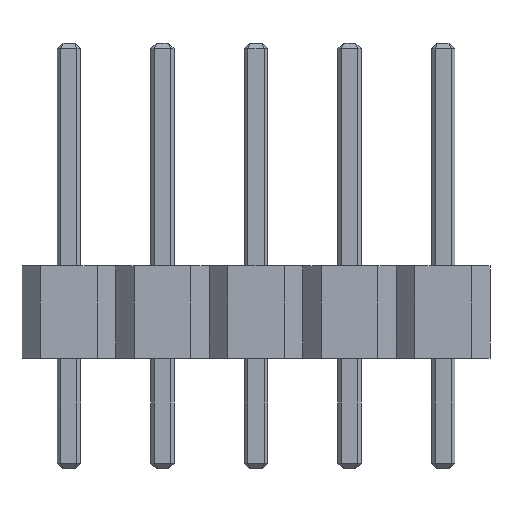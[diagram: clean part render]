
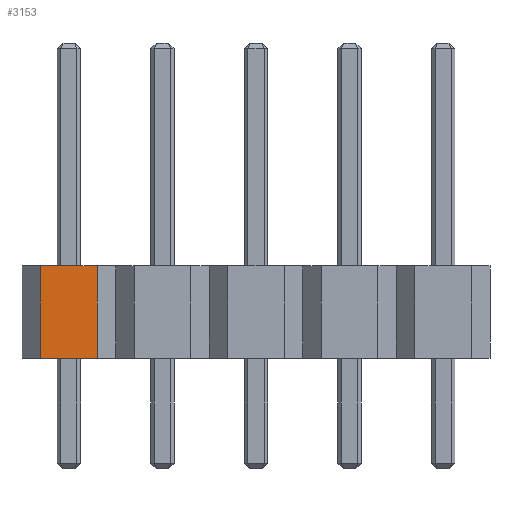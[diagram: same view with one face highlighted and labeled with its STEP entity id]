
A CAD part, front view. The second image highlights one B-rep face of the part: STEP entity #3153.
In plain terms, the highlighted planar face has unit normal (0, -1, 0).
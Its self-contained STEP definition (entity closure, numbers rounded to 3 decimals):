
#920 = PLANE('',#921);
#921 = AXIS2_PLACEMENT_3D('',#922,#923,#924);
#922 = CARTESIAN_POINT('',(-5.08,0.,0.));
#923 = DIRECTION('',(-0.,-0.,-1.));
#924 = DIRECTION('',(-1.,0.,0.));
#973 = PLANE('',#974);
#974 = AXIS2_PLACEMENT_3D('',#975,#976,#977);
#975 = CARTESIAN_POINT('',(-6.1,-1.,0.));
#976 = DIRECTION('',(-0.707,-0.707,0.));
#977 = DIRECTION('',(0.,0.,1.));
#1028 = PLANE('',#1029);
#1029 = AXIS2_PLACEMENT_3D('',#1030,#1031,#1032);
#1030 = CARTESIAN_POINT('',(-5.08,0.,2.5));
#1031 = DIRECTION('',(-0.,-0.,-1.));
#1032 = DIRECTION('',(-1.,0.,0.));
#1726 = VERTEX_POINT('',#1727);
#1727 = CARTESIAN_POINT('',(-5.85,-1.25,0.));
#1750 = VERTEX_POINT('',#1751);
#1751 = CARTESIAN_POINT('',(-4.31,-1.25,0.));
#1765 = PLANE('',#1766);
#1766 = AXIS2_PLACEMENT_3D('',#1767,#1768,#1769);
#1767 = CARTESIAN_POINT('',(-4.06,-1.,0.));
#1768 = DIRECTION('',(0.707,-0.707,0.));
#1769 = DIRECTION('',(0.,0.,1.));
#1777 = EDGE_CURVE('',#1750,#1726,#1778,.T.);
#1778 = SURFACE_CURVE('',#1779,(#1783,#1790),.PCURVE_S1.);
#1779 = LINE('',#1780,#1781);
#1780 = CARTESIAN_POINT('',(-3.81,-1.25,0.));
#1781 = VECTOR('',#1782,1.);
#1782 = DIRECTION('',(-1.,0.,0.));
#1783 = PCURVE('',#920,#1784);
#1784 = DEFINITIONAL_REPRESENTATION('',(#1785),#1789);
#1785 = LINE('',#1786,#1787);
#1786 = CARTESIAN_POINT('',(-1.27,-1.25));
#1787 = VECTOR('',#1788,1.);
#1788 = DIRECTION('',(1.,0.));
#1789 = ( GEOMETRIC_REPRESENTATION_CONTEXT(2) 
PARAMETRIC_REPRESENTATION_CONTEXT() REPRESENTATION_CONTEXT('2D SPACE',''
  ) );
#1790 = PCURVE('',#1791,#1796);
#1791 = PLANE('',#1792);
#1792 = AXIS2_PLACEMENT_3D('',#1793,#1794,#1795);
#1793 = CARTESIAN_POINT('',(-3.81,-1.25,0.));
#1794 = DIRECTION('',(0.,-1.,0.));
#1795 = DIRECTION('',(-1.,0.,0.));
#1796 = DEFINITIONAL_REPRESENTATION('',(#1797),#1801);
#1797 = LINE('',#1798,#1799);
#1798 = CARTESIAN_POINT('',(0.,-0.));
#1799 = VECTOR('',#1800,1.);
#1800 = DIRECTION('',(1.,0.));
#1801 = ( GEOMETRIC_REPRESENTATION_CONTEXT(2) 
PARAMETRIC_REPRESENTATION_CONTEXT() REPRESENTATION_CONTEXT('2D SPACE',''
  ) );
#1807 = EDGE_CURVE('',#1726,#1808,#1810,.T.);
#1808 = VERTEX_POINT('',#1809);
#1809 = CARTESIAN_POINT('',(-5.85,-1.25,2.5));
#1810 = SURFACE_CURVE('',#1811,(#1815,#1822),.PCURVE_S1.);
#1811 = LINE('',#1812,#1813);
#1812 = CARTESIAN_POINT('',(-5.85,-1.25,0.));
#1813 = VECTOR('',#1814,1.);
#1814 = DIRECTION('',(0.,0.,1.));
#1815 = PCURVE('',#973,#1816);
#1816 = DEFINITIONAL_REPRESENTATION('',(#1817),#1821);
#1817 = LINE('',#1818,#1819);
#1818 = CARTESIAN_POINT('',(0.,-0.354));
#1819 = VECTOR('',#1820,1.);
#1820 = DIRECTION('',(1.,0.));
#1821 = ( GEOMETRIC_REPRESENTATION_CONTEXT(2) 
PARAMETRIC_REPRESENTATION_CONTEXT() REPRESENTATION_CONTEXT('2D SPACE',''
  ) );
#1822 = PCURVE('',#1791,#1823);
#1823 = DEFINITIONAL_REPRESENTATION('',(#1824),#1828);
#1824 = LINE('',#1825,#1826);
#1825 = CARTESIAN_POINT('',(2.04,0.));
#1826 = VECTOR('',#1827,1.);
#1827 = DIRECTION('',(0.,-1.));
#1828 = ( GEOMETRIC_REPRESENTATION_CONTEXT(2) 
PARAMETRIC_REPRESENTATION_CONTEXT() REPRESENTATION_CONTEXT('2D SPACE',''
  ) );
#2013 = VERTEX_POINT('',#2014);
#2014 = CARTESIAN_POINT('',(-4.31,-1.25,2.5));
#2035 = EDGE_CURVE('',#2013,#1808,#2036,.T.);
#2036 = SURFACE_CURVE('',#2037,(#2041,#2048),.PCURVE_S1.);
#2037 = LINE('',#2038,#2039);
#2038 = CARTESIAN_POINT('',(-3.81,-1.25,2.5));
#2039 = VECTOR('',#2040,1.);
#2040 = DIRECTION('',(-1.,0.,0.));
#2041 = PCURVE('',#1028,#2042);
#2042 = DEFINITIONAL_REPRESENTATION('',(#2043),#2047);
#2043 = LINE('',#2044,#2045);
#2044 = CARTESIAN_POINT('',(-1.27,-1.25));
#2045 = VECTOR('',#2046,1.);
#2046 = DIRECTION('',(1.,0.));
#2047 = ( GEOMETRIC_REPRESENTATION_CONTEXT(2) 
PARAMETRIC_REPRESENTATION_CONTEXT() REPRESENTATION_CONTEXT('2D SPACE',''
  ) );
#2048 = PCURVE('',#1791,#2049);
#2049 = DEFINITIONAL_REPRESENTATION('',(#2050),#2054);
#2050 = LINE('',#2051,#2052);
#2051 = CARTESIAN_POINT('',(0.,-2.5));
#2052 = VECTOR('',#2053,1.);
#2053 = DIRECTION('',(1.,0.));
#2054 = ( GEOMETRIC_REPRESENTATION_CONTEXT(2) 
PARAMETRIC_REPRESENTATION_CONTEXT() REPRESENTATION_CONTEXT('2D SPACE',''
  ) );
#3153 = ADVANCED_FACE('',(#3154),#1791,.T.);
#3154 = FACE_BOUND('',#3155,.T.);
#3155 = EDGE_LOOP('',(#3156,#3157,#3178,#3179));
#3156 = ORIENTED_EDGE('',*,*,#1777,.F.);
#3157 = ORIENTED_EDGE('',*,*,#3158,.T.);
#3158 = EDGE_CURVE('',#1750,#2013,#3159,.T.);
#3159 = SURFACE_CURVE('',#3160,(#3164,#3171),.PCURVE_S1.);
#3160 = LINE('',#3161,#3162);
#3161 = CARTESIAN_POINT('',(-4.31,-1.25,0.));
#3162 = VECTOR('',#3163,1.);
#3163 = DIRECTION('',(0.,0.,1.));
#3164 = PCURVE('',#1791,#3165);
#3165 = DEFINITIONAL_REPRESENTATION('',(#3166),#3170);
#3166 = LINE('',#3167,#3168);
#3167 = CARTESIAN_POINT('',(0.5,0.));
#3168 = VECTOR('',#3169,1.);
#3169 = DIRECTION('',(0.,-1.));
#3170 = ( GEOMETRIC_REPRESENTATION_CONTEXT(2) 
PARAMETRIC_REPRESENTATION_CONTEXT() REPRESENTATION_CONTEXT('2D SPACE',''
  ) );
#3171 = PCURVE('',#1765,#3172);
#3172 = DEFINITIONAL_REPRESENTATION('',(#3173),#3177);
#3173 = LINE('',#3174,#3175);
#3174 = CARTESIAN_POINT('',(0.,0.354));
#3175 = VECTOR('',#3176,1.);
#3176 = DIRECTION('',(1.,0.));
#3177 = ( GEOMETRIC_REPRESENTATION_CONTEXT(2) 
PARAMETRIC_REPRESENTATION_CONTEXT() REPRESENTATION_CONTEXT('2D SPACE',''
  ) );
#3178 = ORIENTED_EDGE('',*,*,#2035,.T.);
#3179 = ORIENTED_EDGE('',*,*,#1807,.F.);
